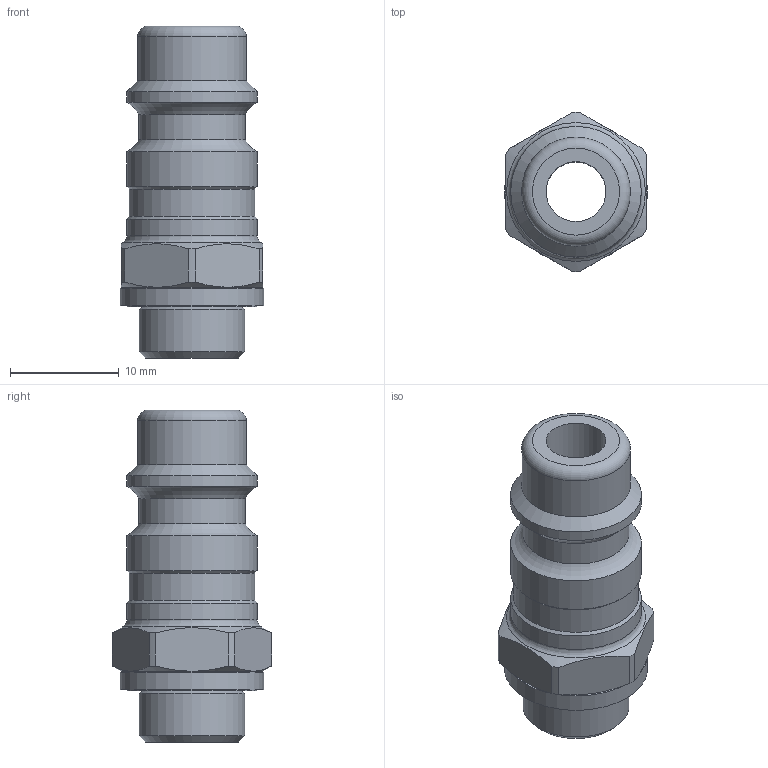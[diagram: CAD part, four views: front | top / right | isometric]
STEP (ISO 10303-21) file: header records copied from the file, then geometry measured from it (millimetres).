
FILE_DESCRIPTION(/* description */ ('STEP AP214'),/* implementation_level */ '2;1');
FILE_NAME(/* name */ '8059257_NPHS-S6-M-G18',/* time_stamp */ '2024-09-13T00:45:20+02:00',/* author */ ('License CC BY-ND 4.0'),/* organization */ ('CADENAS'),/* preprocessor_version */ 'ST-DEVELOPER v19.3',/* originating_system */ 'PARTsolutions',/* authorisation */ ' ');
FILE_SCHEMA (('AUTOMOTIVE_DESIGN {1 0 10303 214 3 1 1}'));
Length unit declared in the file: millimetre
Products named in the file (1): 8059257 NPHS-S6-M-G18
Bounding box: 13.15 x 14.65 x 30.5 mm (x, y, z)
Volume: 2278.8 mm3; surface area: 1994.9 mm2
Topology: 1 solids, 1 shells, 50 faces, 105 edges, 62 vertices
Faces by surface type: cylinder 18, cone 14, plane 13, torus 5
Full cylindrical faces by diameter (mm): 5.5 x1, 9.728 x1, 9.75 x1, 9.9 x1, 10 x1, 11.5 x1, 11.9 x2, 12 x3, 13.15 x1
Entity records: 1250 total; most frequent: CARTESIAN_POINT 251, DIRECTION 212, ORIENTED_EDGE 158, AXIS2_PLACEMENT_3D 100, EDGE_LOOP 82, FACE_BOUND 82, EDGE_CURVE 79, VERTEX_POINT 61
